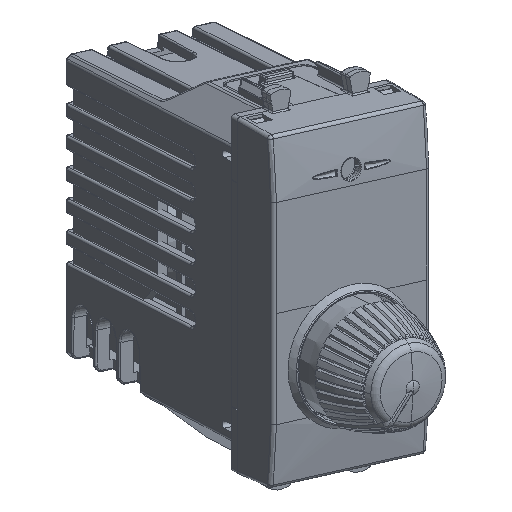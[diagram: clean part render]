
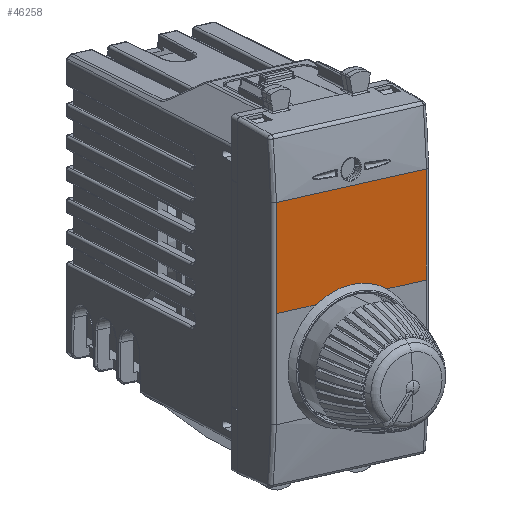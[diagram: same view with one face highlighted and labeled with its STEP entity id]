
A CAD part, top view. The second image highlights one B-rep face of the part: STEP entity #46258.
In plain terms, the highlighted face is planar.
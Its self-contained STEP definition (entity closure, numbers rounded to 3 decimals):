
#43603=CARTESIAN_POINT('Vertex',(-13.969,10.613,8.875)) ;
#43606=CARTESIAN_POINT('Line Origine',(0.,10.613,8.875)) ;
#43610=CARTESIAN_POINT('Vertex',(0.,10.613,8.875)) ;
#44832=CARTESIAN_POINT('Axis2P3D Location',(-13.969,0.,8.875)) ;
#44837=CARTESIAN_POINT('Line Origine',(0.,-7.809,8.875)) ;
#44841=CARTESIAN_POINT('Vertex',(0.,-10.613,8.875)) ;
#44843=CARTESIAN_POINT('Vertex',(0.,-5.005,8.875)) ;
#44889=CARTESIAN_POINT('Line Origine',(0.,7.809,8.875)) ;
#44893=CARTESIAN_POINT('Vertex',(0.,5.005,8.875)) ;
#45998=CARTESIAN_POINT('Vertex',(-13.969,-10.613,8.875)) ;
#46001=CARTESIAN_POINT('Line Origine',(0.,-10.613,8.875)) ;
#46228=CARTESIAN_POINT('Line Origine',(-13.969,0.,8.875)) ;
#46234=CARTESIAN_POINT('Control Point',(0.,-5.005,8.875)) ;
#46235=CARTESIAN_POINT('Control Point',(-0.329,-4.515,8.875)) ;
#46236=CARTESIAN_POINT('Control Point',(-0.618,-3.998,8.875)) ;
#46237=CARTESIAN_POINT('Control Point',(-0.863,-3.459,8.875)) ;
#46238=CARTESIAN_POINT('Control Point',(-1.264,-2.344,8.875)) ;
#46239=CARTESIAN_POINT('Control Point',(-1.477,-1.179,8.875)) ;
#46240=CARTESIAN_POINT('Control Point',(-1.535,-0.589,8.875)) ;
#46241=CARTESIAN_POINT('Control Point',(-1.554,0.596,8.875)) ;
#46242=CARTESIAN_POINT('Control Point',(-1.379,1.767,8.875)) ;
#46243=CARTESIAN_POINT('Control Point',(-1.244,2.345,8.875)) ;
#46244=CARTESIAN_POINT('Control Point',(-0.952,3.245,8.875)) ;
#46245=CARTESIAN_POINT('Control Point',(-0.547,4.098,8.875)) ;
#46246=CARTESIAN_POINT('Control Point',(-0.379,4.409,8.875)) ;
#46247=CARTESIAN_POINT('Control Point',(-0.197,4.712,8.875)) ;
#46248=CARTESIAN_POINT('Control Point',(0.,5.005,8.875)) ;
#43607=DIRECTION('Vector Direction',(-1.,0.,0.)) ;
#44833=DIRECTION('Axis2P3D Direction',(0.,0.,1.)) ;
#44834=DIRECTION('Axis2P3D XDirection',(1.,0.,0.)) ;
#44838=DIRECTION('Vector Direction',(0.,1.,0.)) ;
#44890=DIRECTION('Vector Direction',(0.,1.,0.)) ;
#46002=DIRECTION('Vector Direction',(-1.,0.,0.)) ;
#46229=DIRECTION('Vector Direction',(0.,1.,0.)) ;
#44835=AXIS2_PLACEMENT_3D('Plane Axis2P3D',#44832,#44833,#44834) ;
#46251=ORIENTED_EDGE('',*,*,#44895,.T.) ;
#46252=ORIENTED_EDGE('',*,*,#43612,.T.) ;
#46253=ORIENTED_EDGE('',*,*,#46232,.F.) ;
#46254=ORIENTED_EDGE('',*,*,#46005,.T.) ;
#46255=ORIENTED_EDGE('',*,*,#44845,.T.) ;
#46256=ORIENTED_EDGE('',*,*,#46249,.T.) ;
#43608=VECTOR('Line Direction',#43607,1.) ;
#44839=VECTOR('Line Direction',#44838,1.) ;
#44891=VECTOR('Line Direction',#44890,1.) ;
#46003=VECTOR('Line Direction',#46002,1.) ;
#46230=VECTOR('Line Direction',#46229,1.) ;
#46258=ADVANCED_FACE('PartBody',(#46257),#44836,.T.) ;
#46233=B_SPLINE_CURVE_WITH_KNOTS('',5,(#46234,#46235,#46236,#46237,#46238,#46239,#46240,#46241,#46242,#46243,#46244,#46245,#46246,#46247,#46248),.UNSPECIFIED.,.F.,.U.,(6,3,3,3,6),(0.,2.962,5.925,8.889,10.66),.UNSPECIFIED.) ;
#43612=EDGE_CURVE('',#43611,#43604,#43609,.T.) ;
#44845=EDGE_CURVE('',#44842,#44844,#44840,.T.) ;
#44895=EDGE_CURVE('',#44894,#43611,#44892,.T.) ;
#46005=EDGE_CURVE('',#45999,#44842,#46004,.F.) ;
#46232=EDGE_CURVE('',#45999,#43604,#46231,.T.) ;
#46249=EDGE_CURVE('',#44844,#44894,#46233,.T.) ;
#46250=EDGE_LOOP('',(#46251,#46252,#46253,#46254,#46255,#46256)) ;
#46257=FACE_OUTER_BOUND('',#46250,.T.) ;
#43609=LINE('Line',#43606,#43608) ;
#44840=LINE('Line',#44837,#44839) ;
#44892=LINE('Line',#44889,#44891) ;
#46004=LINE('Line',#46001,#46003) ;
#46231=LINE('Line',#46228,#46230) ;
#44836=PLANE('',#44835) ;
#43604=VERTEX_POINT('',#43603) ;
#43611=VERTEX_POINT('',#43610) ;
#44842=VERTEX_POINT('',#44841) ;
#44844=VERTEX_POINT('',#44843) ;
#44894=VERTEX_POINT('',#44893) ;
#45999=VERTEX_POINT('',#45998) ;
